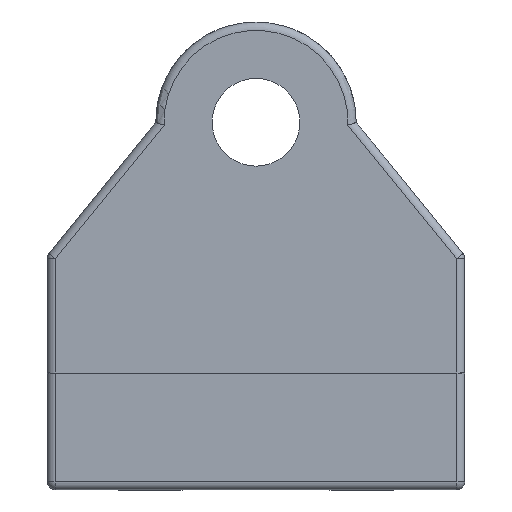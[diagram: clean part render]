
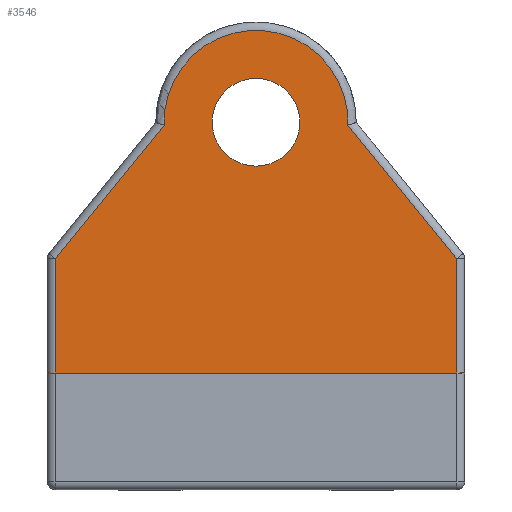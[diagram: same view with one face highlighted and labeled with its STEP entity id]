
A CAD part, left-side view. The second image highlights one B-rep face of the part: STEP entity #3546.
In plain terms, the highlighted planar face has unit normal (-1, 0, 0).
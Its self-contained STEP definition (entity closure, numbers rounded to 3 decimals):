
#93=FACE_BOUND('',#544,.T.);
#150=PLANE('',#3887);
#327=FACE_OUTER_BOUND('',#543,.T.);
#543=EDGE_LOOP('',(#2899,#2900,#2901,#2902,#2903,#2904));
#544=EDGE_LOOP('',(#2905));
#859=LINE('',#5832,#1171);
#860=LINE('',#5839,#1172);
#862=LINE('',#5844,#1174);
#863=LINE('',#5848,#1175);
#864=LINE('',#5849,#1176);
#1171=VECTOR('',#4725,10.);
#1172=VECTOR('',#4734,10.);
#1174=VECTOR('',#4740,10.);
#1175=VECTOR('',#4743,10.);
#1176=VECTOR('',#4744,10.);
#1389=CIRCLE('',#3888,22.);
#1390=CIRCLE('',#3889,10.5);
#1660=VERTEX_POINT('',#5828);
#1661=VERTEX_POINT('',#5830);
#1663=VERTEX_POINT('',#5838);
#1664=VERTEX_POINT('',#5843);
#1665=VERTEX_POINT('',#5845);
#1666=VERTEX_POINT('',#5847);
#1667=VERTEX_POINT('',#5850);
#2097=EDGE_CURVE('',#1661,#1660,#859,.T.);
#2100=EDGE_CURVE('',#1663,#1660,#860,.T.);
#2103=EDGE_CURVE('',#1664,#1661,#862,.T.);
#2104=EDGE_CURVE('',#1665,#1664,#1389,.T.);
#2105=EDGE_CURVE('',#1666,#1665,#863,.T.);
#2106=EDGE_CURVE('',#1663,#1666,#864,.T.);
#2107=EDGE_CURVE('',#1667,#1667,#1390,.T.);
#2899=ORIENTED_EDGE('',*,*,#2097,.F.);
#2900=ORIENTED_EDGE('',*,*,#2103,.F.);
#2901=ORIENTED_EDGE('',*,*,#2104,.F.);
#2902=ORIENTED_EDGE('',*,*,#2105,.F.);
#2903=ORIENTED_EDGE('',*,*,#2106,.F.);
#2904=ORIENTED_EDGE('',*,*,#2100,.T.);
#2905=ORIENTED_EDGE('',*,*,#2107,.T.);
#3546=ADVANCED_FACE('',(#327,#93),#150,.T.);
#3887=AXIS2_PLACEMENT_3D('',#5842,#4738,#4739);
#3888=AXIS2_PLACEMENT_3D('',#5846,#4741,#4742);
#3889=AXIS2_PLACEMENT_3D('',#5851,#4745,#4746);
#4725=DIRECTION('',(0.,0.,-1.));
#4734=DIRECTION('',(0.,-1.,0.));
#4738=DIRECTION('center_axis',(-1.,0.,0.));
#4739=DIRECTION('ref_axis',(0.,0.,1.));
#4740=DIRECTION('',(0.,-0.631,-0.776));
#4741=DIRECTION('center_axis',(1.,0.,0.));
#4742=DIRECTION('ref_axis',(0.,0.,1.));
#4743=DIRECTION('',(0.,-0.631,0.776));
#4744=DIRECTION('',(0.,0.,1.));
#4745=DIRECTION('center_axis',(1.,0.,0.));
#4746=DIRECTION('ref_axis',(0.,1.,0.));
#5828=CARTESIAN_POINT('',(0.,2.,28.));
#5830=CARTESIAN_POINT('',(0.,2.,55.29));
#5832=CARTESIAN_POINT('',(0.,2.,28.));
#5838=CARTESIAN_POINT('',(0.,98.,28.));
#5839=CARTESIAN_POINT('',(0.,0.,28.));
#5842=CARTESIAN_POINT('Origin',(0.,0.,0.));
#5843=CARTESIAN_POINT('',(0.,28.011,87.303));
#5844=CARTESIAN_POINT('',(0.,-12.151,37.873));
#5845=CARTESIAN_POINT('',(0.,71.989,87.303));
#5846=CARTESIAN_POINT('Origin',(0.,50.,88.));
#5847=CARTESIAN_POINT('',(0.,98.,55.29));
#5848=CARTESIAN_POINT('',(0.,79.269,78.344));
#5849=CARTESIAN_POINT('',(0.,98.,28.));
#5850=CARTESIAN_POINT('',(0.,39.5,88.));
#5851=CARTESIAN_POINT('Origin',(0.,50.,88.));
